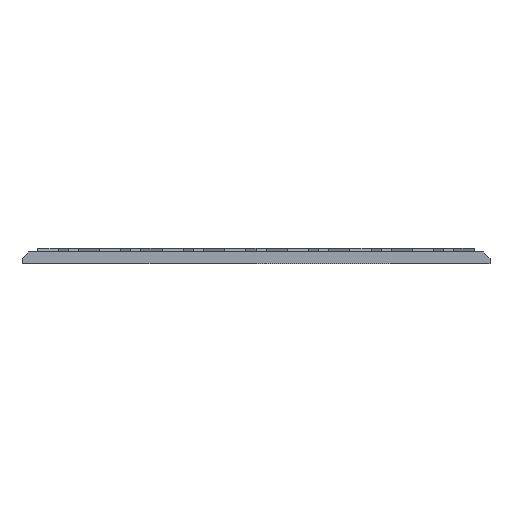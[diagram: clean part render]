
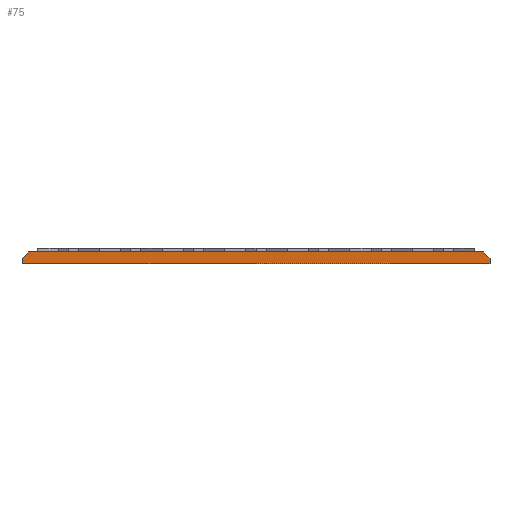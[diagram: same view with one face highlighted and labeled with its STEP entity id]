
A CAD part, left-side view. The second image highlights one B-rep face of the part: STEP entity #75.
In plain terms, the highlighted planar face has unit normal (-1, 0, 0).
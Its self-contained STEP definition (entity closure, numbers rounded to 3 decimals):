
#75=ADVANCED_FACE('',(#5512),#5514,.T.);
#5512=FACE_BOUND('',#5513,.T.);
#5513=EDGE_LOOP('',(#10090,#10091,#10092,#10093,#10094,#10095));
#5514=PLANE('',#5515);
#5515=AXIS2_PLACEMENT_3D('',#5516,#5517,#5518);
#5516=CARTESIAN_POINT('',(-3.,2.6,0.));
#5517=DIRECTION('',(-1.,0.,0.));
#5518=DIRECTION('',(0.,1.,0.));
#10090=ORIENTED_EDGE('',*,*,#13056,.F.);
#10091=ORIENTED_EDGE('',*,*,#13058,.T.);
#10092=ORIENTED_EDGE('',*,*,#13059,.F.);
#10093=ORIENTED_EDGE('',*,*,#13060,.F.);
#10094=ORIENTED_EDGE('',*,*,#13061,.F.);
#10095=ORIENTED_EDGE('',*,*,#12563,.T.);
#12563=EDGE_CURVE('',#14050,#14047,#14051,.T.);
#13056=EDGE_CURVE('',#15033,#14047,#15036,.F.);
#13058=EDGE_CURVE('',#15033,#15038,#15039,.T.);
#13059=EDGE_CURVE('',#15040,#15038,#15041,.T.);
#13060=EDGE_CURVE('',#15042,#15040,#15043,.T.);
#13061=EDGE_CURVE('',#14050,#15042,#15044,.F.);
#14047=VERTEX_POINT('',#16522);
#14050=VERTEX_POINT('',#16527);
#14051=LINE('',#16528,#16529);
#15033=VERTEX_POINT('',#18497);
#15036=LINE('',#18502,#18503);
#15038=VERTEX_POINT('',#18508);
#15039=LINE('',#18509,#18510);
#15040=VERTEX_POINT('',#18512);
#15041=LINE('',#18513,#18514);
#15042=VERTEX_POINT('',#18516);
#15043=LINE('',#18517,#18518);
#15044=LINE('',#18520,#18521);
#16522=CARTESIAN_POINT('',(-3.,76.3,0.));
#16527=CARTESIAN_POINT('',(-3.,3.7,0.));
#16528=CARTESIAN_POINT('',(-3.,3.7,0.));
#16529=VECTOR('',#16530,1.);
#16530=DIRECTION('',(0.,1.,0.));
#18497=CARTESIAN_POINT('',(-3.,77.4,-1.1));
#18502=CARTESIAN_POINT('',(-3.,76.3,0.));
#18503=VECTOR('',#18504,1.);
#18504=DIRECTION('',(0.,0.707,-0.707));
#18508=CARTESIAN_POINT('',(-3.,77.4,-1.9));
#18509=CARTESIAN_POINT('',(-3.,77.4,-1.1));
#18510=VECTOR('',#18511,1.);
#18511=DIRECTION('',(0.,0.,-1.));
#18512=CARTESIAN_POINT('',(-3.,2.6,-1.9));
#18513=CARTESIAN_POINT('',(-3.,2.6,-1.9));
#18514=VECTOR('',#18515,1.);
#18515=DIRECTION('',(0.,1.,0.));
#18516=CARTESIAN_POINT('',(-3.,2.6,-1.1));
#18517=CARTESIAN_POINT('',(-3.,2.6,-1.1));
#18518=VECTOR('',#18519,1.);
#18519=DIRECTION('',(0.,0.,-1.));
#18520=CARTESIAN_POINT('',(-3.,2.6,-1.1));
#18521=VECTOR('',#18522,1.);
#18522=DIRECTION('',(0.,0.707,0.707));
